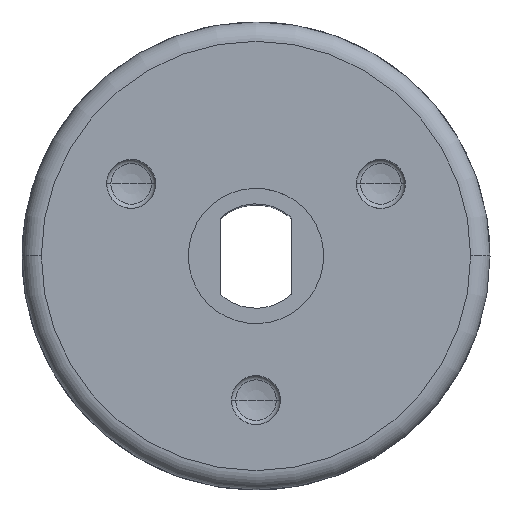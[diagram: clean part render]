
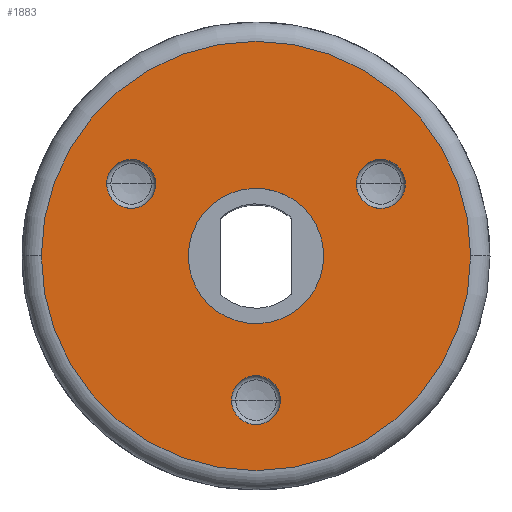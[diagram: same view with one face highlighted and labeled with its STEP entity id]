
A CAD part, top view. The second image highlights one B-rep face of the part: STEP entity #1883.
In plain terms, the highlighted free-form (B-spline) face has degree [1, 2] with [2, 9] control points.
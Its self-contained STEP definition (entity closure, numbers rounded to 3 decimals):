
#227=CARTESIAN_POINT('',(5.14,3.92,18.55));
#228=VERTEX_POINT('',#227);
#237=CARTESIAN_POINT('',(5.125,3.728,18.55));
#238=VERTEX_POINT('',#237);
#239=CARTESIAN_POINT('',(6.392,3.728,18.55));
#240=DIRECTION('',(0.0,0.0,-1.));
#241=DIRECTION('',(-1.,0.,0.0));
#242=AXIS2_PLACEMENT_3D('',#239,#240,#241);
#243=CIRCLE('',#242,1.267);
#244=EDGE_CURVE('',#238,#228,#243,.T.);
#271=CARTESIAN_POINT('',(7.645,3.535,18.55));
#272=VERTEX_POINT('',#271);
#287=CARTESIAN_POINT('',(6.392,3.728,18.55));
#288=DIRECTION('',(0.0,0.0,-1.));
#289=DIRECTION('',(1.,0.,0.0));
#290=AXIS2_PLACEMENT_3D('',#287,#288,#289);
#291=CIRCLE('',#290,1.267);
#292=EDGE_CURVE('',#272,#238,#291,.T.);
#630=CARTESIAN_POINT('',(-11.169,0.,18.55));
#631=VERTEX_POINT('',#630);
#639=CARTESIAN_POINT('',(11.041,0.,18.55));
#640=VERTEX_POINT('',#639);
#641=CARTESIAN_POINT('',(-0.064,0.,18.55));
#642=DIRECTION('',(0.0,0.0,1.0));
#643=DIRECTION('',(1.0,0.0,0.0));
#644=AXIS2_PLACEMENT_3D('',#641,#642,#643);
#645=CIRCLE('',#644,11.105);
#646=EDGE_CURVE('',#640,#631,#645,.T.);
#665=CARTESIAN_POINT('',(0.964,3.346,18.55));
#666=VERTEX_POINT('',#665);
#673=CARTESIAN_POINT('',(-3.564,0.,18.55));
#674=VERTEX_POINT('',#673);
#675=CARTESIAN_POINT('',(-0.064,0.,18.55));
#676=DIRECTION('',(0.0,0.0,-1.0));
#677=DIRECTION('',(-1.0,0.0,0.0));
#678=AXIS2_PLACEMENT_3D('',#675,#676,#677);
#679=CIRCLE('',#678,3.5);
#680=EDGE_CURVE('',#674,#666,#679,.T.);
#705=CARTESIAN_POINT('',(-1.092,-3.346,18.55));
#706=VERTEX_POINT('',#705);
#715=CARTESIAN_POINT('',(3.436,0.,18.55));
#716=VERTEX_POINT('',#715);
#717=CARTESIAN_POINT('',(-0.064,0.,18.55));
#718=DIRECTION('',(0.0,0.0,-1.0));
#719=DIRECTION('',(1.0,0.0,0.0));
#720=AXIS2_PLACEMENT_3D('',#717,#718,#719);
#721=CIRCLE('',#720,3.5);
#722=EDGE_CURVE('',#716,#706,#721,.T.);
#724=CARTESIAN_POINT('',(-0.064,0.,18.55));
#725=DIRECTION('',(0.0,0.0,-1.0));
#726=DIRECTION('',(-1.0,0.0,0.0));
#727=AXIS2_PLACEMENT_3D('',#724,#725,#726);
#728=CIRCLE('',#727,3.5);
#729=EDGE_CURVE('',#666,#716,#728,.T.);
#933=CARTESIAN_POINT('',(-7.773,3.92,18.55));
#934=VERTEX_POINT('',#933);
#943=CARTESIAN_POINT('',(-7.788,3.728,18.55));
#944=VERTEX_POINT('',#943);
#945=CARTESIAN_POINT('',(-6.52,3.728,18.55));
#946=DIRECTION('',(0.0,0.0,1.0));
#947=DIRECTION('',(1.0,0.0,0.0));
#948=AXIS2_PLACEMENT_3D('',#945,#946,#947);
#949=CIRCLE('',#948,1.267);
#950=EDGE_CURVE('',#934,#944,#949,.T.);
#977=CARTESIAN_POINT('',(-5.268,3.535,18.55));
#978=VERTEX_POINT('',#977);
#993=CARTESIAN_POINT('',(-6.52,3.728,18.55));
#994=DIRECTION('',(0.0,0.0,1.0));
#995=DIRECTION('',(-1.0,0.0,0.0));
#996=AXIS2_PLACEMENT_3D('',#993,#994,#995);
#997=CIRCLE('',#996,1.267);
#998=EDGE_CURVE('',#944,#978,#997,.T.);
#1226=CARTESIAN_POINT('',(-1.317,-7.263,18.55));
#1227=VERTEX_POINT('',#1226);
#1234=CARTESIAN_POINT('',(-1.331,-7.455,18.55));
#1235=VERTEX_POINT('',#1234);
#1236=CARTESIAN_POINT('',(-0.064,-7.455,18.55));
#1237=DIRECTION('',(0.0,0.0,1.0));
#1238=DIRECTION('',(1.0,0.0,0.0));
#1239=AXIS2_PLACEMENT_3D('',#1236,#1237,#1238);
#1240=CIRCLE('',#1239,1.267);
#1241=EDGE_CURVE('',#1227,#1235,#1240,.T.);
#1260=CARTESIAN_POINT('',(1.189,-7.648,18.55));
#1261=VERTEX_POINT('',#1260);
#1276=CARTESIAN_POINT('',(-0.064,-7.455,18.55));
#1277=DIRECTION('',(0.0,0.0,1.0));
#1278=DIRECTION('',(-1.0,0.0,0.0));
#1279=AXIS2_PLACEMENT_3D('',#1276,#1277,#1278);
#1280=CIRCLE('',#1279,1.267);
#1281=EDGE_CURVE('',#1235,#1261,#1280,.T.);
#1292=CARTESIAN_POINT('',(1.203,-7.455,18.55));
#1293=VERTEX_POINT('',#1292);
#1294=CARTESIAN_POINT('',(-0.064,-7.455,18.55));
#1295=DIRECTION('',(0.0,0.0,1.0));
#1296=DIRECTION('',(-1.0,0.0,0.0));
#1297=AXIS2_PLACEMENT_3D('',#1294,#1295,#1296);
#1298=CIRCLE('',#1297,1.267);
#1299=EDGE_CURVE('',#1261,#1293,#1298,.T.);
#1301=CARTESIAN_POINT('',(-0.064,-7.455,18.55));
#1302=DIRECTION('',(0.0,0.0,1.0));
#1303=DIRECTION('',(1.0,0.0,0.0));
#1304=AXIS2_PLACEMENT_3D('',#1301,#1302,#1303);
#1305=CIRCLE('',#1304,1.267);
#1306=EDGE_CURVE('',#1293,#1227,#1305,.T.);
#1440=CARTESIAN_POINT('',(-5.253,3.728,18.55));
#1441=VERTEX_POINT('',#1440);
#1442=CARTESIAN_POINT('',(-6.52,3.728,18.55));
#1443=DIRECTION('',(0.0,0.0,1.0));
#1444=DIRECTION('',(-1.0,0.0,0.0));
#1445=AXIS2_PLACEMENT_3D('',#1442,#1443,#1444);
#1446=CIRCLE('',#1445,1.267);
#1447=EDGE_CURVE('',#978,#1441,#1446,.T.);
#1449=CARTESIAN_POINT('',(-6.52,3.728,18.55));
#1450=DIRECTION('',(0.0,0.0,1.0));
#1451=DIRECTION('',(1.0,0.0,0.0));
#1452=AXIS2_PLACEMENT_3D('',#1449,#1450,#1451);
#1453=CIRCLE('',#1452,1.267);
#1454=EDGE_CURVE('',#1441,#934,#1453,.T.);
#1682=CARTESIAN_POINT('',(-0.064,0.,18.55));
#1683=DIRECTION('',(0.0,0.0,-1.0));
#1684=DIRECTION('',(1.0,0.0,0.0));
#1685=AXIS2_PLACEMENT_3D('',#1682,#1683,#1684);
#1686=CIRCLE('',#1685,3.5);
#1687=EDGE_CURVE('',#706,#674,#1686,.T.);
#1804=CARTESIAN_POINT('',(-3.564,0.,18.55));
#1805=CARTESIAN_POINT('',(-11.169,0.,18.55));
#1806=CARTESIAN_POINT('',(-3.564,-3.5,18.55));
#1807=CARTESIAN_POINT('',(-11.169,-11.105,18.55));
#1808=CARTESIAN_POINT('',(-0.064,-3.5,18.55));
#1809=CARTESIAN_POINT('',(-0.064,-11.105,18.55));
#1810=CARTESIAN_POINT('',(3.436,-3.5,18.55));
#1811=CARTESIAN_POINT('',(11.041,-11.105,18.55));
#1812=CARTESIAN_POINT('',(3.436,0.,18.55));
#1813=CARTESIAN_POINT('',(11.041,0.,18.55));
#1814=CARTESIAN_POINT('',(3.436,3.5,18.55));
#1815=CARTESIAN_POINT('',(11.041,11.105,18.55));
#1816=CARTESIAN_POINT('',(-0.064,3.5,18.55));
#1817=CARTESIAN_POINT('',(-0.064,11.105,18.55));
#1818=CARTESIAN_POINT('',(-3.564,3.5,18.55));
#1819=CARTESIAN_POINT('',(-11.169,11.105,18.55));
#1820=CARTESIAN_POINT('',(-3.564,0.,18.55));
#1821=CARTESIAN_POINT('',(-11.169,0.,18.55));
#1829=(BOUNDED_SURFACE()B_SPLINE_SURFACE(1,2,((#1804,#1806,#1808,#1810,#1812,#1814,#1816,#1818,#1820),(#1805,#1807,#1809,#1811,#1813,#1815,#1817,#1819,#1821)),.UNSPECIFIED.,.F.,.T.,.U.)B_SPLINE_SURFACE_WITH_KNOTS((2,2),(3,2,2,2,3),(0.0,1.0),(0.0,0.25,0.5,0.75,1.0),.UNSPECIFIED.)GEOMETRIC_REPRESENTATION_ITEM()RATIONAL_B_SPLINE_SURFACE(((1.0,0.707,1.0,0.707,1.0,0.707,1.0,0.707,1.0),(1.0,0.707,1.0,0.707,1.0,0.707,1.0,0.707,1.0)))REPRESENTATION_ITEM('')SURFACE());
#1830=ORIENTED_EDGE('',*,*,#1306,.F.);
#1831=ORIENTED_EDGE('',*,*,#1299,.F.);
#1832=ORIENTED_EDGE('',*,*,#1281,.F.);
#1833=ORIENTED_EDGE('',*,*,#1241,.F.);
#1834=EDGE_LOOP('',(#1830,#1831,#1832,#1833));
#1835=FACE_OUTER_BOUND('',#1834,.T.);
#1836=ORIENTED_EDGE('',*,*,#1454,.F.);
#1837=ORIENTED_EDGE('',*,*,#1447,.F.);
#1838=ORIENTED_EDGE('',*,*,#998,.F.);
#1839=ORIENTED_EDGE('',*,*,#950,.F.);
#1840=EDGE_LOOP('',(#1836,#1837,#1838,#1839));
#1841=FACE_BOUND('',#1840,.T.);
#1842=ORIENTED_EDGE('',*,*,#244,.T.);
#1843=CARTESIAN_POINT('',(7.66,3.727,18.55));
#1844=VERTEX_POINT('',#1843);
#1845=CARTESIAN_POINT('',(6.392,3.728,18.55));
#1846=DIRECTION('',(0.0,0.0,-1.));
#1847=DIRECTION('',(-1.,0.,0.0));
#1848=AXIS2_PLACEMENT_3D('',#1845,#1846,#1847);
#1849=CIRCLE('',#1848,1.267);
#1850=EDGE_CURVE('',#228,#1844,#1849,.T.);
#1851=ORIENTED_EDGE('',*,*,#1850,.T.);
#1852=CARTESIAN_POINT('',(6.392,3.728,18.55));
#1853=DIRECTION('',(0.0,0.0,-1.));
#1854=DIRECTION('',(1.,0.,0.0));
#1855=AXIS2_PLACEMENT_3D('',#1852,#1853,#1854);
#1856=CIRCLE('',#1855,1.267);
#1857=EDGE_CURVE('',#1844,#272,#1856,.T.);
#1858=ORIENTED_EDGE('',*,*,#1857,.T.);
#1859=ORIENTED_EDGE('',*,*,#292,.T.);
#1860=EDGE_LOOP('',(#1842,#1851,#1858,#1859));
#1861=FACE_BOUND('',#1860,.T.);
#1862=CARTESIAN_POINT('',(-3.564,0.,18.55));
#1863=DIRECTION('',(-1.0,0.0,0.0));
#1864=VECTOR('',#1863,7.605);
#1865=LINE('',#1862,#1864);
#1866=EDGE_CURVE('',#674,#631,#1865,.T.);
#1867=ORIENTED_EDGE('',*,*,#1866,.T.);
#1868=CARTESIAN_POINT('',(-0.064,0.,18.55));
#1869=DIRECTION('',(0.0,0.0,1.0));
#1870=DIRECTION('',(-1.0,0.0,0.0));
#1871=AXIS2_PLACEMENT_3D('',#1868,#1869,#1870);
#1872=CIRCLE('',#1871,11.105);
#1873=EDGE_CURVE('',#631,#640,#1872,.T.);
#1874=ORIENTED_EDGE('',*,*,#1873,.T.);
#1875=ORIENTED_EDGE('',*,*,#646,.T.);
#1876=ORIENTED_EDGE('',*,*,#1866,.F.);
#1877=ORIENTED_EDGE('',*,*,#680,.T.);
#1878=ORIENTED_EDGE('',*,*,#729,.T.);
#1879=ORIENTED_EDGE('',*,*,#722,.T.);
#1880=ORIENTED_EDGE('',*,*,#1687,.T.);
#1881=EDGE_LOOP('',(#1867,#1874,#1875,#1876,#1877,#1878,#1879,#1880));
#1882=FACE_BOUND('',#1881,.T.);
#1883=ADVANCED_FACE('',(#1835,#1841,#1861,#1882),#1829,.T.);
